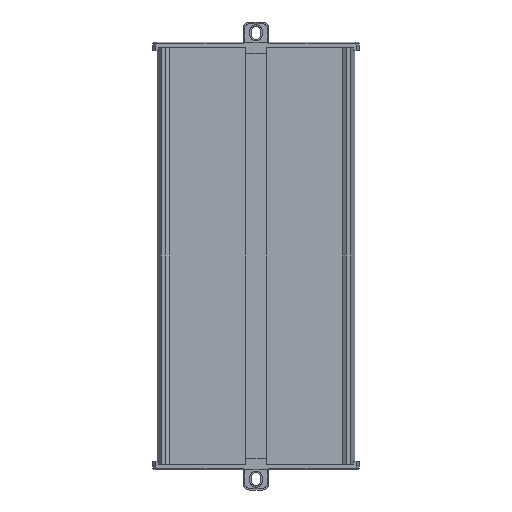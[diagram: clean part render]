
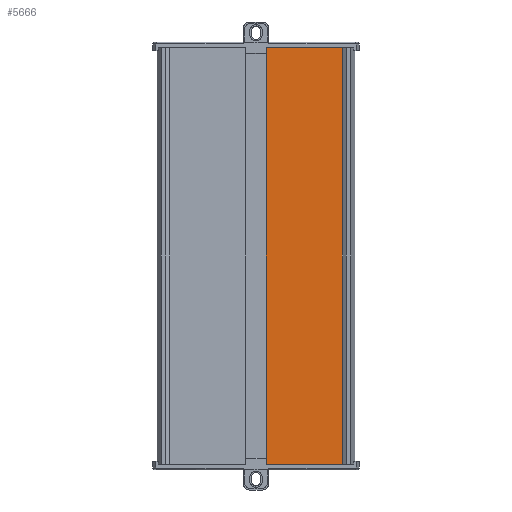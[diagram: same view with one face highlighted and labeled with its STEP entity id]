
A CAD part, front view. The second image highlights one B-rep face of the part: STEP entity #5666.
In plain terms, the highlighted planar face has unit normal (0, -1, 0).
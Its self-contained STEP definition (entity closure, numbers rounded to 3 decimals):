
#44 = LINE ( 'NONE', #6814, #11401 ) ;
#66 = ORIENTED_EDGE ( 'NONE', *, *, #5217, .T. ) ;
#592 = VECTOR ( 'NONE', #12868, 1000. ) ;
#689 = DIRECTION ( 'NONE',  ( 1., 0., 0. ) ) ;
#1604 = CARTESIAN_POINT ( 'NONE',  ( 6.025, -1.653, 0. ) ) ;
#1637 = AXIS2_PLACEMENT_3D ( 'NONE', #3898, #7909, #1737 ) ;
#1737 = DIRECTION ( 'NONE',  ( 0., 0., -1. ) ) ;
#1818 = EDGE_CURVE ( 'NONE', #10610, #5545, #5804, .T. ) ;
#3098 = ORIENTED_EDGE ( 'NONE', *, *, #7280, .F. ) ;
#3147 = ORIENTED_EDGE ( 'NONE', *, *, #1818, .T. ) ;
#3898 = CARTESIAN_POINT ( 'NONE',  ( 6.025, -1.653, -250. ) ) ;
#4344 = FACE_OUTER_BOUND ( 'NONE', #4525, .T. ) ;
#4433 = CARTESIAN_POINT ( 'NONE',  ( 51.609, -1.653, -250. ) ) ;
#4525 = EDGE_LOOP ( 'NONE', ( #3098, #5879, #66, #3147 ) ) ;
#4820 = DIRECTION ( 'NONE',  ( 1., 0., 0. ) ) ;
#5080 = CARTESIAN_POINT ( 'NONE',  ( 51.609, -1.653, -250. ) ) ;
#5217 = EDGE_CURVE ( 'NONE', #11094, #10610, #44, .T. ) ;
#5545 = VERTEX_POINT ( 'NONE', #9844 ) ;
#5666 = ADVANCED_FACE ( 'NONE', ( #4344 ), #5986, .T. ) ;
#5804 = LINE ( 'NONE', #4433, #10364 ) ;
#5879 = ORIENTED_EDGE ( 'NONE', *, *, #10394, .F. ) ;
#5986 = PLANE ( 'NONE',  #1637 ) ;
#6238 = VECTOR ( 'NONE', #4820, 1000. ) ;
#6696 = CARTESIAN_POINT ( 'NONE',  ( 6.025, -1.653, -250. ) ) ;
#6814 = CARTESIAN_POINT ( 'NONE',  ( 6.025, -1.653, -250. ) ) ;
#7280 = EDGE_CURVE ( 'NONE', #7880, #5545, #12263, .T. ) ;
#7880 = VERTEX_POINT ( 'NONE', #10520 ) ;
#7909 = DIRECTION ( 'NONE',  ( 0., -1., 0. ) ) ;
#9341 = LINE ( 'NONE', #6696, #592 ) ;
#9844 = CARTESIAN_POINT ( 'NONE',  ( 51.609, -1.653, 0. ) ) ;
#10091 = CARTESIAN_POINT ( 'NONE',  ( 6.025, -1.653, -250. ) ) ;
#10364 = VECTOR ( 'NONE', #11564, 1000. ) ;
#10394 = EDGE_CURVE ( 'NONE', #11094, #7880, #9341, .T. ) ;
#10520 = CARTESIAN_POINT ( 'NONE',  ( 6.025, -1.653, 0. ) ) ;
#10610 = VERTEX_POINT ( 'NONE', #5080 ) ;
#11094 = VERTEX_POINT ( 'NONE', #10091 ) ;
#11401 = VECTOR ( 'NONE', #689, 1000. ) ;
#11564 = DIRECTION ( 'NONE',  ( 0., 0., 1. ) ) ;
#12263 = LINE ( 'NONE', #1604, #6238 ) ;
#12868 = DIRECTION ( 'NONE',  ( 0., 0., 1. ) ) ;
